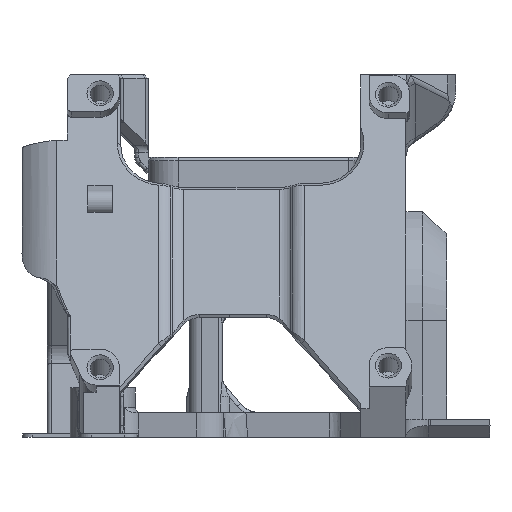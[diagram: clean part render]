
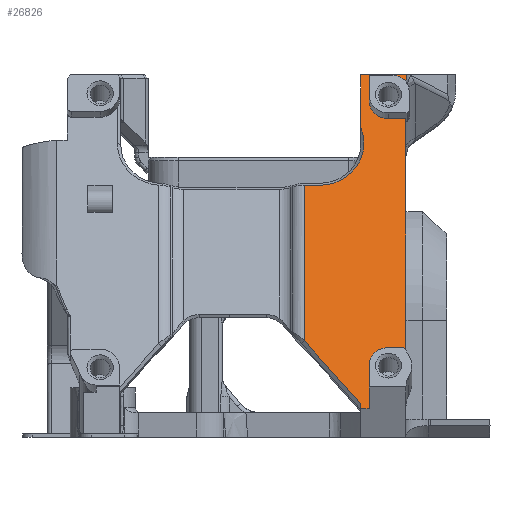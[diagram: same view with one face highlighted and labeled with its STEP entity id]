
A CAD part, left-side view. The second image highlights one B-rep face of the part: STEP entity #26826.
In plain terms, the highlighted planar face has unit normal (-0.94, 0, 0.342).
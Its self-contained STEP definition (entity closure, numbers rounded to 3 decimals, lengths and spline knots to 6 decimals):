
#1508=CIRCLE('',#28634,0.0005);
#1511=CIRCLE('',#28639,0.00235);
#1512=CIRCLE('',#28641,0.002);
#1513=CIRCLE('',#28645,0.00235);
#1525=CIRCLE('',#28681,0.002536);
#1712=CIRCLE('',#29117,0.0054);
#2987=B_SPLINE_CURVE_WITH_KNOTS('',3,(#48681,#48682,#48683,#48684),
 .UNSPECIFIED.,.F.,.F.,(4,4),(-0.000025,0.000759),
 .UNSPECIFIED.);
#8676=ORIENTED_EDGE('',*,*,#14259,.F.);
#8677=ORIENTED_EDGE('',*,*,#13819,.F.);
#8678=ORIENTED_EDGE('',*,*,#13817,.T.);
#8679=ORIENTED_EDGE('',*,*,#13815,.T.);
#8680=ORIENTED_EDGE('',*,*,#13814,.T.);
#8681=ORIENTED_EDGE('',*,*,#13811,.T.);
#8682=ORIENTED_EDGE('',*,*,#14258,.T.);
#8683=ORIENTED_EDGE('',*,*,#13808,.F.);
#8684=ORIENTED_EDGE('',*,*,#14545,.F.);
#8685=ORIENTED_EDGE('',*,*,#14562,.T.);
#8686=ORIENTED_EDGE('',*,*,#14549,.T.);
#8687=ORIENTED_EDGE('',*,*,#14563,.F.);
#8688=ORIENTED_EDGE('',*,*,#14385,.F.);
#8689=ORIENTED_EDGE('',*,*,#14561,.F.);
#8690=ORIENTED_EDGE('',*,*,#14564,.F.);
#8691=ORIENTED_EDGE('',*,*,#14565,.T.);
#8692=ORIENTED_EDGE('',*,*,#13821,.T.);
#8693=ORIENTED_EDGE('',*,*,#13806,.T.);
#8694=ORIENTED_EDGE('',*,*,#13801,.F.);
#8695=ORIENTED_EDGE('',*,*,#13797,.T.);
#8696=ORIENTED_EDGE('',*,*,#13866,.F.);
#13797=EDGE_CURVE('',#17208,#17209,#1508,.T.);
#13801=EDGE_CURVE('',#17208,#17212,#19193,.T.);
#13806=EDGE_CURVE('',#17214,#17212,#1511,.T.);
#13808=EDGE_CURVE('',#17216,#17217,#2987,.T.);
#13811=EDGE_CURVE('',#17219,#17218,#1512,.T.);
#13814=EDGE_CURVE('',#17220,#17219,#19200,.T.);
#13815=EDGE_CURVE('',#17221,#17220,#19201,.T.);
#13817=EDGE_CURVE('',#17222,#17221,#1513,.T.);
#13819=EDGE_CURVE('',#17222,#17223,#19204,.T.);
#13821=EDGE_CURVE('',#17224,#17214,#19206,.T.);
#13866=EDGE_CURVE('',#17254,#17209,#1525,.T.);
#14258=EDGE_CURVE('',#17218,#17217,#19379,.T.);
#14259=EDGE_CURVE('',#17223,#17254,#19380,.T.);
#14385=EDGE_CURVE('',#17207,#17559,#19432,.T.);
#14545=EDGE_CURVE('',#17655,#17216,#19520,.T.);
#14549=EDGE_CURVE('',#17660,#17659,#1712,.T.);
#14561=EDGE_CURVE('',#17668,#17207,#19532,.T.);
#14562=EDGE_CURVE('',#17655,#17660,#19533,.T.);
#14563=EDGE_CURVE('',#17559,#17659,#19534,.T.);
#14564=EDGE_CURVE('',#17669,#17668,#19535,.T.);
#14565=EDGE_CURVE('',#17669,#17224,#19536,.T.);
#17207=VERTEX_POINT('',#48576);
#17208=VERTEX_POINT('',#48594);
#17209=VERTEX_POINT('',#48595);
#17212=VERTEX_POINT('',#48603);
#17214=VERTEX_POINT('',#48609);
#17216=VERTEX_POINT('',#48680);
#17217=VERTEX_POINT('',#48685);
#17218=VERTEX_POINT('',#48692);
#17219=VERTEX_POINT('',#48694);
#17220=VERTEX_POINT('',#48698);
#17221=VERTEX_POINT('',#48702);
#17222=VERTEX_POINT('',#48706);
#17223=VERTEX_POINT('',#48710);
#17224=VERTEX_POINT('',#48714);
#17254=VERTEX_POINT('',#48805);
#17559=VERTEX_POINT('',#51539);
#17655=VERTEX_POINT('',#52174);
#17659=VERTEX_POINT('',#52183);
#17660=VERTEX_POINT('',#52185);
#17668=VERTEX_POINT('',#52210);
#17669=VERTEX_POINT('',#52216);
#19193=LINE('',#48602,#20897);
#19200=LINE('',#48699,#20904);
#19201=LINE('',#48701,#20905);
#19204=LINE('',#48709,#20908);
#19206=LINE('',#48713,#20910);
#19379=LINE('',#51056,#21083);
#19380=LINE('',#51057,#21084);
#19432=LINE('',#51538,#21136);
#19520=LINE('',#52176,#21224);
#19532=LINE('',#52211,#21236);
#19533=LINE('',#52213,#21237);
#19534=LINE('',#52214,#21238);
#19535=LINE('',#52215,#21239);
#19536=LINE('',#52217,#21240);
#20897=VECTOR('',#33170,1.);
#20904=VECTOR('',#33189,1.);
#20905=VECTOR('',#33192,1.);
#20908=VECTOR('',#33201,1.);
#20910=VECTOR('',#33205,1.);
#21083=VECTOR('',#33912,1.);
#21084=VECTOR('',#33913,1.);
#21136=VECTOR('',#34173,1.);
#21224=VECTOR('',#34453,1.);
#21236=VECTOR('',#34479,1.);
#21237=VECTOR('',#34482,1.);
#21238=VECTOR('',#34483,1.);
#21239=VECTOR('',#34484,1.);
#21240=VECTOR('',#34485,1.);
#22987=EDGE_LOOP('',(#8676,#8677,#8678,#8679,#8680,#8681,#8682,#8683,#8684,
#8685,#8686,#8687,#8688,#8689,#8690,#8691,#8692,#8693,#8694,#8695,#8696));
#24693=FACE_BOUND('',#22987,.T.);
#25567=PLANE('',#29122);
#26826=ADVANCED_FACE('',(#24693),#25567,.T.);
#28634=AXIS2_PLACEMENT_3D('',#48593,#33162,#33163);
#28639=AXIS2_PLACEMENT_3D('',#48612,#33178,#33179);
#28641=AXIS2_PLACEMENT_3D('',#48693,#33183,#33184);
#28645=AXIS2_PLACEMENT_3D('',#48705,#33196,#33197);
#28681=AXIS2_PLACEMENT_3D('',#48806,#33300,#33301);
#29117=AXIS2_PLACEMENT_3D('',#52184,#34460,#34461);
#29122=AXIS2_PLACEMENT_3D('',#52212,#34480,#34481);
#33162=DIRECTION('',(0.94,0.,-0.342));
#33163=DIRECTION('',(0.342,0.,0.94));
#33170=DIRECTION('',(0.,1.,0.));
#33178=DIRECTION('',(0.94,0.,-0.342));
#33179=DIRECTION('',(0.342,0.,0.94));
#33183=DIRECTION('',(0.94,0.,-0.342));
#33184=DIRECTION('',(0.342,0.,0.94));
#33189=DIRECTION('',(0.,-1.,0.));
#33192=DIRECTION('',(0.342,0.,0.94));
#33196=DIRECTION('',(0.94,0.,-0.342));
#33197=DIRECTION('',(0.342,0.,0.94));
#33201=DIRECTION('',(0.,-1.,0.));
#33205=DIRECTION('',(0.342,0.,0.94));
#33300=DIRECTION('',(0.94,0.,-0.342));
#33301=DIRECTION('',(0.342,0.,0.94));
#33912=DIRECTION('',(0.342,0.,0.94));
#33913=DIRECTION('',(-0.342,0.,-0.94));
#34173=DIRECTION('',(0.342,0.,0.94));
#34453=DIRECTION('',(0.,-1.,0.));
#34460=DIRECTION('',(0.94,0.,-0.342));
#34461=DIRECTION('',(0.342,0.,0.94));
#34479=DIRECTION('',(0.262,0.643,0.72));
#34480=DIRECTION('',(-0.94,0.,0.342));
#34481=DIRECTION('',(-0.342,0.,-0.94));
#34482=DIRECTION('',(-0.342,0.,-0.94));
#34483=DIRECTION('',(0.,-1.,0.));
#34484=DIRECTION('',(0.342,0.,0.94));
#34485=DIRECTION('',(0.,-1.,0.));
#48576=CARTESIAN_POINT('',(-0.141708,0.018828,0.011704));
#48593=CARTESIAN_POINT('',(-0.14243,0.007,0.009722));
#48594=CARTESIAN_POINT('',(-0.142259,0.007,0.010192));
#48595=CARTESIAN_POINT('',(-0.142361,0.006543,0.009912));
#48602=CARTESIAN_POINT('',(-0.142259,0.006125,0.010192));
#48603=CARTESIAN_POINT('',(-0.142259,0.008625,0.010192));
#48609=CARTESIAN_POINT('',(-0.143062,0.010975,0.007983));
#48612=CARTESIAN_POINT('',(-0.143062,0.008625,0.007983));
#48680=CARTESIAN_POINT('',(-0.129953,0.006465,0.044));
#48681=CARTESIAN_POINT('',(-0.129953,0.006465,0.044));
#48682=CARTESIAN_POINT('',(-0.130043,0.006481,0.043755));
#48683=CARTESIAN_POINT('',(-0.130132,0.006499,0.04351));
#48684=CARTESIAN_POINT('',(-0.130221,0.0065,0.043264));
#48685=CARTESIAN_POINT('',(-0.130221,0.0065,0.043264));
#48692=CARTESIAN_POINT('',(-0.130522,0.0065,0.042438));
#48693=CARTESIAN_POINT('',(-0.130921,0.008125,0.041342));
#48694=CARTESIAN_POINT('',(-0.130237,0.008125,0.043222));
#48698=CARTESIAN_POINT('',(-0.130237,0.010975,0.043222));
#48699=CARTESIAN_POINT('',(-0.130237,0.006125,0.043222));
#48701=CARTESIAN_POINT('',(-0.12364,0.010975,0.061346));
#48702=CARTESIAN_POINT('',(-0.131092,0.010975,0.040873));
#48705=CARTESIAN_POINT('',(-0.131092,0.008625,0.040873));
#48706=CARTESIAN_POINT('',(-0.131895,0.008625,0.038664));
#48709=CARTESIAN_POINT('',(-0.131895,0.006125,0.038664));
#48710=CARTESIAN_POINT('',(-0.131895,0.0065,0.038664));
#48713=CARTESIAN_POINT('',(-0.12364,0.010975,0.061346));
#48714=CARTESIAN_POINT('',(-0.144704,0.010975,0.003473));
#48805=CARTESIAN_POINT('',(-0.142392,0.0065,0.009826));
#48806=CARTESIAN_POINT('',(-0.14201,0.004223,0.010875));
#51056=CARTESIAN_POINT('',(-0.143233,0.0065,0.007513));
#51057=CARTESIAN_POINT('',(-0.136618,0.0065,0.025688));
#51538=CARTESIAN_POINT('',(-0.14325,0.018828,0.007468));
#51539=CARTESIAN_POINT('',(-0.134836,0.018828,0.030585));
#52174=CARTESIAN_POINT('',(-0.129953,0.012,0.044));
#52176=CARTESIAN_POINT('',(-0.129953,0.004696,0.044));
#52183=CARTESIAN_POINT('',(-0.134836,0.017,0.030585));
#52184=CARTESIAN_POINT('',(-0.132989,0.017,0.035659));
#52185=CARTESIAN_POINT('',(-0.132292,0.012,0.037576));
#52210=CARTESIAN_POINT('',(-0.144491,0.012,0.004057));
#52211=CARTESIAN_POINT('',(-0.140731,0.021225,0.014388));
#52212=CARTESIAN_POINT('',(-0.143233,0.043625,0.007513));
#52213=CARTESIAN_POINT('',(-0.143233,0.012,0.007513));
#52214=CARTESIAN_POINT('',(-0.134836,0.027711,0.030585));
#52215=CARTESIAN_POINT('',(-0.139529,0.012,0.017691));
#52216=CARTESIAN_POINT('',(-0.144704,0.012,0.003473));
#52217=CARTESIAN_POINT('',(-0.144704,0.026125,0.003473));
